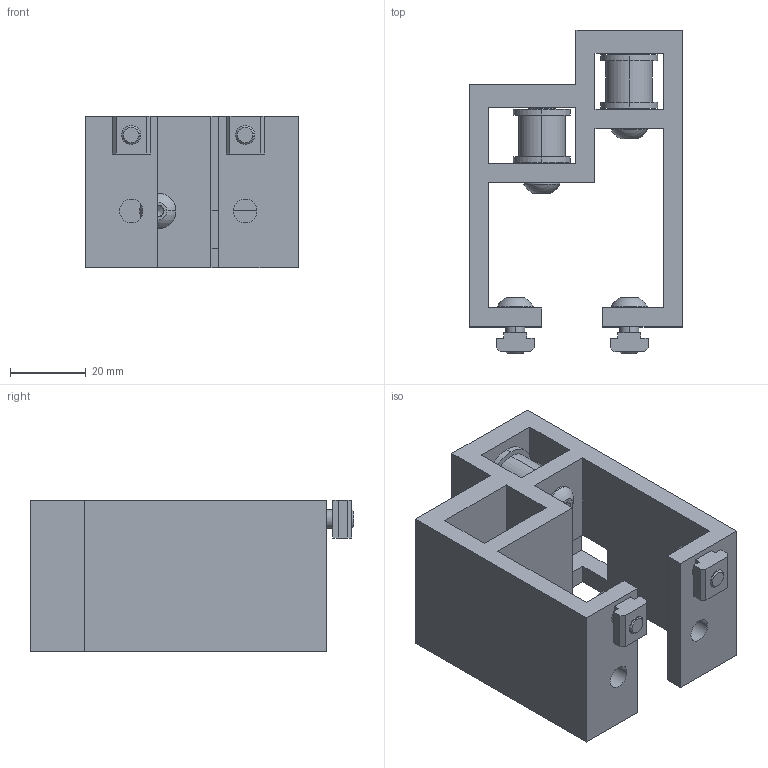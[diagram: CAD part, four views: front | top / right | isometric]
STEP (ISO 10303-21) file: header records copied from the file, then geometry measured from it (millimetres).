
FILE_DESCRIPTION (( 'STEP AP214' ), '1' );
FILE_NAME ('Front Right Idler Mount Assembled.step', '2019-11-11T12:52:09', ( '' ), ( '' ), 'SwSTEP 2.0', 'SolidWorks 2019', '' );
FILE_SCHEMA (( 'AUTOMOTIVE_DESIGN' ));
Length unit declared in the file: millimetre
Products named in the file (17): -MR95ZZ-assem; socket button head screw_bsi_BS EN ISO 7380 - M5 x 25 - 25N; mr95zz-cen; Toothed Idler Assembled; mr95zz-int; 2020 Nut - M5; Front Right Idler Mount Assembled; Front Right Idler Mount; socket button head screw_bsi_BS EN ISO 7380 - M5 x 12 - 12N; mr95zz-ext; M5x6x7 - Heat Set Insert; 5x7x0.3 shim; Toothed Idler
Assembly tree (37 placements, depth 4):
  Front Right Idler Mount Assembled
    Front Right Idler Mount
    Toothed Idler Assembled
      Toothed Idler
      -MR95ZZ-assem
        mr95zz-cen  x2
        mr95zz-ext
        mr95zz-int
      -MR95ZZ-assem
        mr95zz-cen  x2
        mr95zz-ext
        mr95zz-int
    5x7x0.3 shim  x4
    Toothed Idler Assembled
      Toothed Idler
      -MR95ZZ-assem
        mr95zz-cen  x2
        mr95zz-ext
        mr95zz-int
      -MR95ZZ-assem
        mr95zz-cen  x2
        mr95zz-ext
        mr95zz-int
    M5x6x7 - Heat Set Insert  x2
    socket button head screw_bsi_BS EN ISO 7380 - M5 x 25 - 25N  x2
    2020 Nut - M5  x2
    socket button head screw_bsi_BS EN ISO 7380 - M5 x 12 - 12N  x2
Bounding box: 56 x 85.05 x 40 mm (x, y, z)
Volume: 61554.5 mm3; surface area: 34071.1 mm2
Topology: 31 solids, 31 shells, 4152 faces, 11404 edges, 7356 vertices
Faces by surface type: plane 1908, torus 816, cylinder 792, cone 372, bspline 256, sphere 8
Entity records: 34511 total; most frequent: CARTESIAN_POINT 9957, ORIENTED_EDGE 4916, DIRECTION 4697, EDGE_CURVE 2458, AXIS2_PLACEMENT_3D 1687, VERTEX_POINT 1552, LINE 1323, VECTOR 1323
